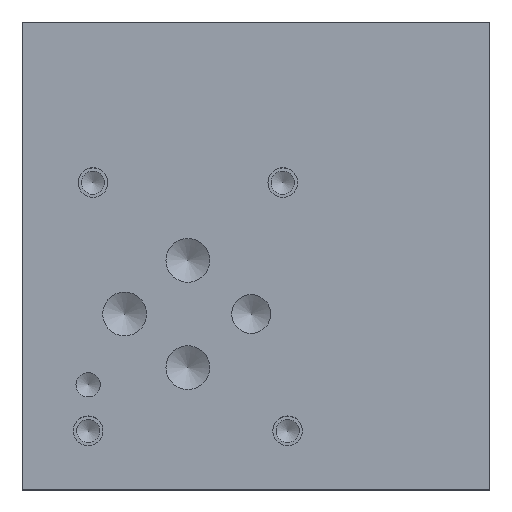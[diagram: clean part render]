
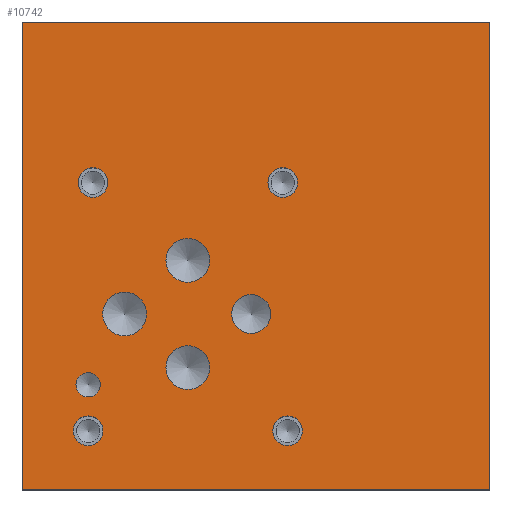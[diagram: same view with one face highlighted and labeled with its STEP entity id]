
A CAD part, top view. The second image highlights one B-rep face of the part: STEP entity #10742.
In plain terms, the highlighted planar face has unit normal (0, 0, 1).
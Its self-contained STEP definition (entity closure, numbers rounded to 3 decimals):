
#134=CIRCLE('',#11064,3.175);
#135=CIRCLE('',#11065,3.175);
#138=CIRCLE('',#11070,3.569);
#139=CIRCLE('',#11071,3.569);
#142=CIRCLE('',#11076,3.569);
#143=CIRCLE('',#11077,3.569);
#146=CIRCLE('',#11082,3.569);
#147=CIRCLE('',#11083,3.569);
#150=CIRCLE('',#11088,1.981);
#151=CIRCLE('',#11089,1.981);
#157=CIRCLE('',#11098,2.413);
#158=CIRCLE('',#11099,2.413);
#164=CIRCLE('',#11109,2.413);
#165=CIRCLE('',#11110,2.413);
#171=CIRCLE('',#11120,2.413);
#172=CIRCLE('',#11121,2.413);
#178=CIRCLE('',#11131,2.413);
#179=CIRCLE('',#11132,2.413);
#401=FACE_BOUND('',#2009,.T.);
#402=FACE_BOUND('',#2010,.T.);
#403=FACE_BOUND('',#2011,.T.);
#404=FACE_BOUND('',#2012,.T.);
#405=FACE_BOUND('',#2013,.T.);
#406=FACE_BOUND('',#2014,.T.);
#407=FACE_BOUND('',#2015,.T.);
#408=FACE_BOUND('',#2016,.T.);
#409=FACE_BOUND('',#2017,.T.);
#1388=FACE_OUTER_BOUND('',#2008,.T.);
#2008=EDGE_LOOP('',(#9446,#9447,#9448,#9449));
#2009=EDGE_LOOP('',(#9450,#9451));
#2010=EDGE_LOOP('',(#9452,#9453));
#2011=EDGE_LOOP('',(#9454,#9455));
#2012=EDGE_LOOP('',(#9456,#9457));
#2013=EDGE_LOOP('',(#9458,#9459));
#2014=EDGE_LOOP('',(#9460,#9461));
#2015=EDGE_LOOP('',(#9462,#9463));
#2016=EDGE_LOOP('',(#9464,#9465));
#2017=EDGE_LOOP('',(#9466,#9467));
#2328=LINE('',#16003,#3309);
#2818=LINE('',#17521,#3799);
#2876=LINE('',#17792,#3857);
#2999=LINE('',#18589,#3980);
#3309=VECTOR('',#11855,10.);
#3799=VECTOR('',#12701,10.);
#3857=VECTOR('',#12813,10.);
#3980=VECTOR('',#13610,10.);
#4325=VERTEX_POINT('',#16000);
#4326=VERTEX_POINT('',#16002);
#4696=VERTEX_POINT('',#17519);
#4754=VERTEX_POINT('',#17791);
#4782=VERTEX_POINT('',#17867);
#4783=VERTEX_POINT('',#17868);
#4787=VERTEX_POINT('',#17880);
#4788=VERTEX_POINT('',#17881);
#4792=VERTEX_POINT('',#17893);
#4793=VERTEX_POINT('',#17894);
#4797=VERTEX_POINT('',#17906);
#4798=VERTEX_POINT('',#17907);
#4802=VERTEX_POINT('',#17919);
#4803=VERTEX_POINT('',#17920);
#4810=VERTEX_POINT('',#17939);
#4811=VERTEX_POINT('',#17940);
#4818=VERTEX_POINT('',#17961);
#4819=VERTEX_POINT('',#17962);
#4826=VERTEX_POINT('',#17983);
#4827=VERTEX_POINT('',#17984);
#4834=VERTEX_POINT('',#18005);
#4835=VERTEX_POINT('',#18006);
#5517=EDGE_CURVE('',#4326,#4325,#2328,.T.);
#6071=EDGE_CURVE('',#4325,#4696,#2818,.T.);
#6153=EDGE_CURVE('',#4754,#4326,#2876,.T.);
#6190=EDGE_CURVE('',#4782,#4783,#134,.T.);
#6191=EDGE_CURVE('',#4783,#4782,#135,.T.);
#6196=EDGE_CURVE('',#4787,#4788,#138,.T.);
#6197=EDGE_CURVE('',#4788,#4787,#139,.T.);
#6202=EDGE_CURVE('',#4792,#4793,#142,.T.);
#6203=EDGE_CURVE('',#4793,#4792,#143,.T.);
#6208=EDGE_CURVE('',#4797,#4798,#146,.T.);
#6209=EDGE_CURVE('',#4798,#4797,#147,.T.);
#6214=EDGE_CURVE('',#4802,#4803,#150,.T.);
#6215=EDGE_CURVE('',#4803,#4802,#151,.T.);
#6223=EDGE_CURVE('',#4810,#4811,#157,.T.);
#6224=EDGE_CURVE('',#4811,#4810,#158,.T.);
#6233=EDGE_CURVE('',#4818,#4819,#164,.T.);
#6234=EDGE_CURVE('',#4819,#4818,#165,.T.);
#6243=EDGE_CURVE('',#4826,#4827,#171,.T.);
#6244=EDGE_CURVE('',#4827,#4826,#172,.T.);
#6253=EDGE_CURVE('',#4834,#4835,#178,.T.);
#6254=EDGE_CURVE('',#4835,#4834,#179,.T.);
#6491=EDGE_CURVE('',#4696,#4754,#2999,.T.);
#9446=ORIENTED_EDGE('',*,*,#5517,.T.);
#9447=ORIENTED_EDGE('',*,*,#6071,.T.);
#9448=ORIENTED_EDGE('',*,*,#6491,.T.);
#9449=ORIENTED_EDGE('',*,*,#6153,.T.);
#9450=ORIENTED_EDGE('',*,*,#6190,.T.);
#9451=ORIENTED_EDGE('',*,*,#6191,.T.);
#9452=ORIENTED_EDGE('',*,*,#6196,.T.);
#9453=ORIENTED_EDGE('',*,*,#6197,.T.);
#9454=ORIENTED_EDGE('',*,*,#6202,.T.);
#9455=ORIENTED_EDGE('',*,*,#6203,.T.);
#9456=ORIENTED_EDGE('',*,*,#6208,.T.);
#9457=ORIENTED_EDGE('',*,*,#6209,.T.);
#9458=ORIENTED_EDGE('',*,*,#6214,.T.);
#9459=ORIENTED_EDGE('',*,*,#6215,.T.);
#9460=ORIENTED_EDGE('',*,*,#6223,.T.);
#9461=ORIENTED_EDGE('',*,*,#6224,.T.);
#9462=ORIENTED_EDGE('',*,*,#6233,.T.);
#9463=ORIENTED_EDGE('',*,*,#6234,.T.);
#9464=ORIENTED_EDGE('',*,*,#6243,.T.);
#9465=ORIENTED_EDGE('',*,*,#6244,.T.);
#9466=ORIENTED_EDGE('',*,*,#6253,.T.);
#9467=ORIENTED_EDGE('',*,*,#6254,.T.);
#9781=PLANE('',#11382);
#10742=ADVANCED_FACE('',(#1388,#401,#402,#403,#404,#405,#406,#407,#408,
#409),#9781,.T.);
#11064=AXIS2_PLACEMENT_3D('',#17869,#12882,#12883);
#11065=AXIS2_PLACEMENT_3D('',#17870,#12884,#12885);
#11070=AXIS2_PLACEMENT_3D('',#17882,#12896,#12897);
#11071=AXIS2_PLACEMENT_3D('',#17883,#12898,#12899);
#11076=AXIS2_PLACEMENT_3D('',#17895,#12910,#12911);
#11077=AXIS2_PLACEMENT_3D('',#17896,#12912,#12913);
#11082=AXIS2_PLACEMENT_3D('',#17908,#12924,#12925);
#11083=AXIS2_PLACEMENT_3D('',#17909,#12926,#12927);
#11088=AXIS2_PLACEMENT_3D('',#17921,#12938,#12939);
#11089=AXIS2_PLACEMENT_3D('',#17922,#12940,#12941);
#11098=AXIS2_PLACEMENT_3D('',#17941,#12960,#12961);
#11099=AXIS2_PLACEMENT_3D('',#17942,#12962,#12963);
#11109=AXIS2_PLACEMENT_3D('',#17963,#12985,#12986);
#11110=AXIS2_PLACEMENT_3D('',#17964,#12987,#12988);
#11120=AXIS2_PLACEMENT_3D('',#17985,#13010,#13011);
#11121=AXIS2_PLACEMENT_3D('',#17986,#13012,#13013);
#11131=AXIS2_PLACEMENT_3D('',#18007,#13035,#13036);
#11132=AXIS2_PLACEMENT_3D('',#18008,#13037,#13038);
#11382=AXIS2_PLACEMENT_3D('',#18592,#13615,#13616);
#11855=DIRECTION('',(1.,0.,0.));
#12701=DIRECTION('',(0.,1.,0.));
#12813=DIRECTION('',(0.,-1.,0.));
#12882=DIRECTION('center_axis',(0.,0.,-1.));
#12883=DIRECTION('ref_axis',(1.,0.,0.));
#12884=DIRECTION('center_axis',(0.,0.,-1.));
#12885=DIRECTION('ref_axis',(1.,0.,0.));
#12896=DIRECTION('center_axis',(0.,0.,-1.));
#12897=DIRECTION('ref_axis',(1.,0.,0.));
#12898=DIRECTION('center_axis',(0.,0.,-1.));
#12899=DIRECTION('ref_axis',(1.,0.,0.));
#12910=DIRECTION('center_axis',(0.,0.,-1.));
#12911=DIRECTION('ref_axis',(1.,0.,0.));
#12912=DIRECTION('center_axis',(0.,0.,-1.));
#12913=DIRECTION('ref_axis',(1.,0.,0.));
#12924=DIRECTION('center_axis',(0.,0.,-1.));
#12925=DIRECTION('ref_axis',(1.,0.,0.));
#12926=DIRECTION('center_axis',(0.,0.,-1.));
#12927=DIRECTION('ref_axis',(1.,0.,0.));
#12938=DIRECTION('center_axis',(0.,0.,-1.));
#12939=DIRECTION('ref_axis',(1.,0.,0.));
#12940=DIRECTION('center_axis',(0.,0.,-1.));
#12941=DIRECTION('ref_axis',(1.,0.,0.));
#12960=DIRECTION('center_axis',(0.,0.,-1.));
#12961=DIRECTION('ref_axis',(1.,0.,0.));
#12962=DIRECTION('center_axis',(0.,0.,-1.));
#12963=DIRECTION('ref_axis',(1.,0.,0.));
#12985=DIRECTION('center_axis',(0.,0.,-1.));
#12986=DIRECTION('ref_axis',(1.,0.,0.));
#12987=DIRECTION('center_axis',(0.,0.,-1.));
#12988=DIRECTION('ref_axis',(1.,0.,0.));
#13010=DIRECTION('center_axis',(0.,0.,-1.));
#13011=DIRECTION('ref_axis',(1.,0.,0.));
#13012=DIRECTION('center_axis',(0.,0.,-1.));
#13013=DIRECTION('ref_axis',(1.,0.,0.));
#13035=DIRECTION('center_axis',(0.,0.,-1.));
#13036=DIRECTION('ref_axis',(1.,0.,0.));
#13037=DIRECTION('center_axis',(0.,0.,-1.));
#13038=DIRECTION('ref_axis',(1.,0.,0.));
#13610=DIRECTION('',(-1.,0.,0.));
#13615=DIRECTION('center_axis',(0.,0.,1.));
#13616=DIRECTION('ref_axis',(1.,0.,0.));
#16000=CARTESIAN_POINT('',(76.2,0.,76.2));
#16002=CARTESIAN_POINT('',(0.,0.,76.2));
#16003=CARTESIAN_POINT('',(0.,0.,76.2));
#17519=CARTESIAN_POINT('',(76.2,76.2,76.2));
#17521=CARTESIAN_POINT('',(76.2,0.,76.2));
#17791=CARTESIAN_POINT('',(0.,76.2,76.2));
#17792=CARTESIAN_POINT('',(0.,76.2,76.2));
#17867=CARTESIAN_POINT('',(40.488,28.575,76.2));
#17868=CARTESIAN_POINT('',(34.138,28.575,76.2));
#17869=CARTESIAN_POINT('Origin',(37.313,28.575,76.2));
#17870=CARTESIAN_POINT('Origin',(37.313,28.575,76.2));
#17880=CARTESIAN_POINT('',(30.544,37.313,76.2));
#17881=CARTESIAN_POINT('',(23.406,37.313,76.2));
#17882=CARTESIAN_POINT('Origin',(26.975,37.313,76.2));
#17883=CARTESIAN_POINT('Origin',(26.975,37.313,76.2));
#17893=CARTESIAN_POINT('',(20.231,28.575,76.2));
#17894=CARTESIAN_POINT('',(13.094,28.575,76.2));
#17895=CARTESIAN_POINT('Origin',(16.662,28.575,76.2));
#17896=CARTESIAN_POINT('Origin',(16.662,28.575,76.2));
#17906=CARTESIAN_POINT('',(30.544,19.837,76.2));
#17907=CARTESIAN_POINT('',(23.406,19.837,76.2));
#17908=CARTESIAN_POINT('Origin',(26.975,19.837,76.2));
#17909=CARTESIAN_POINT('Origin',(26.975,19.837,76.2));
#17919=CARTESIAN_POINT('',(12.7,17.018,76.2));
#17920=CARTESIAN_POINT('',(8.738,17.018,76.2));
#17921=CARTESIAN_POINT('Origin',(10.719,17.018,76.2));
#17922=CARTESIAN_POINT('Origin',(10.719,17.018,76.2));
#17939=CARTESIAN_POINT('',(45.669,9.525,76.2));
#17940=CARTESIAN_POINT('',(40.843,9.525,76.2));
#17941=CARTESIAN_POINT('Origin',(43.256,9.525,76.2));
#17942=CARTESIAN_POINT('Origin',(43.256,9.525,76.2));
#17961=CARTESIAN_POINT('',(13.919,50.013,76.2));
#17962=CARTESIAN_POINT('',(9.093,50.013,76.2));
#17963=CARTESIAN_POINT('Origin',(11.506,50.013,76.2));
#17964=CARTESIAN_POINT('Origin',(11.506,50.013,76.2));
#17983=CARTESIAN_POINT('',(44.882,50.013,76.2));
#17984=CARTESIAN_POINT('',(40.056,50.013,76.2));
#17985=CARTESIAN_POINT('Origin',(42.469,50.013,76.2));
#17986=CARTESIAN_POINT('Origin',(42.469,50.013,76.2));
#18005=CARTESIAN_POINT('',(13.132,9.525,76.2));
#18006=CARTESIAN_POINT('',(8.306,9.525,76.2));
#18007=CARTESIAN_POINT('Origin',(10.719,9.525,76.2));
#18008=CARTESIAN_POINT('Origin',(10.719,9.525,76.2));
#18589=CARTESIAN_POINT('',(76.2,76.2,76.2));
#18592=CARTESIAN_POINT('Origin',(38.1,38.1,76.2));
